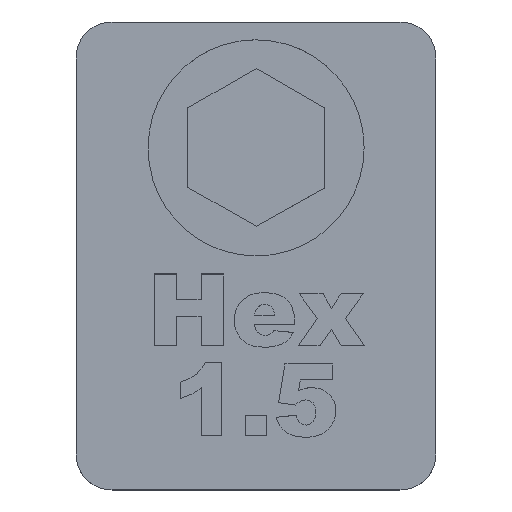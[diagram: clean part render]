
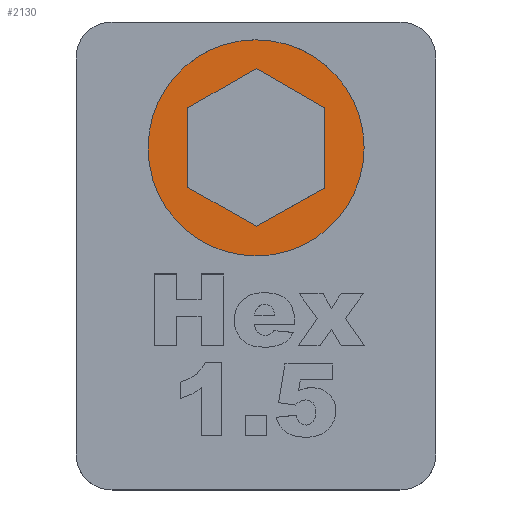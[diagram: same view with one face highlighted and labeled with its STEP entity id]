
A CAD part, top view. The second image highlights one B-rep face of the part: STEP entity #2130.
In plain terms, the highlighted planar face has unit normal (0, 0, 1).
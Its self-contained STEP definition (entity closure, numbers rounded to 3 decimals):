
#27=(
BOUNDED_CURVE()
B_SPLINE_CURVE(3,(#3898,#3899,#3900,#3901),.UNSPECIFIED.,.F.,.F.)
B_SPLINE_CURVE_WITH_KNOTS((4,4),(0.,1.),.UNSPECIFIED.)
CURVE()
GEOMETRIC_REPRESENTATION_ITEM()
RATIONAL_B_SPLINE_CURVE((1.,1.,1.,1.))
REPRESENTATION_ITEM('')
);
#28=(
BOUNDED_CURVE()
B_SPLINE_CURVE(3,(#3913,#3914,#3915,#3916),.UNSPECIFIED.,.F.,.F.)
B_SPLINE_CURVE_WITH_KNOTS((4,4),(0.,1.),.UNSPECIFIED.)
CURVE()
GEOMETRIC_REPRESENTATION_ITEM()
RATIONAL_B_SPLINE_CURVE((1.,1.,1.,1.))
REPRESENTATION_ITEM('')
);
#29=(
BOUNDED_CURVE()
B_SPLINE_CURVE(3,(#3927,#3928,#3929,#3930),.UNSPECIFIED.,.F.,.F.)
B_SPLINE_CURVE_WITH_KNOTS((4,4),(0.,1.),.UNSPECIFIED.)
CURVE()
GEOMETRIC_REPRESENTATION_ITEM()
RATIONAL_B_SPLINE_CURVE((1.,1.,1.,1.))
REPRESENTATION_ITEM('')
);
#30=(
BOUNDED_CURVE()
B_SPLINE_CURVE(3,(#3939,#3940,#3941,#3942),.UNSPECIFIED.,.F.,.F.)
B_SPLINE_CURVE_WITH_KNOTS((4,4),(0.,1.),.UNSPECIFIED.)
CURVE()
GEOMETRIC_REPRESENTATION_ITEM()
RATIONAL_B_SPLINE_CURVE((1.,1.,1.,1.))
REPRESENTATION_ITEM('')
);
#47=FACE_BOUND('',#396,.T.);
#273=FACE_OUTER_BOUND('',#395,.T.);
#395=EDGE_LOOP('',(#1902,#1903,#1904,#1905));
#396=EDGE_LOOP('',(#1906,#1907,#1908,#1909,#1910,#1911));
#587=LINE('',#3858,#798);
#591=LINE('',#3865,#802);
#594=LINE('',#3871,#805);
#597=LINE('',#3877,#808);
#600=LINE('',#3883,#811);
#602=LINE('',#3886,#813);
#798=VECTOR('',#2526,10.);
#802=VECTOR('',#2532,10.);
#805=VECTOR('',#2537,10.);
#808=VECTOR('',#2542,10.);
#811=VECTOR('',#2547,10.);
#813=VECTOR('',#2551,10.);
#1014=VERTEX_POINT('',#3855);
#1015=VERTEX_POINT('',#3857);
#1017=VERTEX_POINT('',#3863);
#1019=VERTEX_POINT('',#3869);
#1021=VERTEX_POINT('',#3875);
#1023=VERTEX_POINT('',#3881);
#1024=VERTEX_POINT('',#3895);
#1025=VERTEX_POINT('',#3897);
#1026=VERTEX_POINT('',#3911);
#1027=VERTEX_POINT('',#3925);
#1305=EDGE_CURVE('',#1014,#1015,#587,.T.);
#1309=EDGE_CURVE('',#1017,#1014,#591,.T.);
#1312=EDGE_CURVE('',#1019,#1017,#594,.T.);
#1315=EDGE_CURVE('',#1021,#1019,#597,.T.);
#1318=EDGE_CURVE('',#1023,#1021,#600,.T.);
#1320=EDGE_CURVE('',#1015,#1023,#602,.T.);
#1322=EDGE_CURVE('',#1024,#1025,#27,.T.);
#1325=EDGE_CURVE('',#1026,#1024,#28,.T.);
#1327=EDGE_CURVE('',#1027,#1026,#29,.T.);
#1328=EDGE_CURVE('',#1025,#1027,#30,.T.);
#1902=ORIENTED_EDGE('',*,*,#1328,.F.);
#1903=ORIENTED_EDGE('',*,*,#1322,.F.);
#1904=ORIENTED_EDGE('',*,*,#1325,.F.);
#1905=ORIENTED_EDGE('',*,*,#1327,.F.);
#1906=ORIENTED_EDGE('',*,*,#1320,.F.);
#1907=ORIENTED_EDGE('',*,*,#1305,.F.);
#1908=ORIENTED_EDGE('',*,*,#1309,.F.);
#1909=ORIENTED_EDGE('',*,*,#1312,.F.);
#1910=ORIENTED_EDGE('',*,*,#1315,.F.);
#1911=ORIENTED_EDGE('',*,*,#1318,.F.);
#2020=PLANE('',#2217);
#2130=ADVANCED_FACE('',(#273,#47),#2020,.T.);
#2217=AXIS2_PLACEMENT_3D('',#3943,#2556,#2557);
#2526=DIRECTION('',(0.,1.,0.));
#2532=DIRECTION('',(0.872,0.489,0.));
#2537=DIRECTION('',(0.87,-0.494,0.));
#2542=DIRECTION('',(0.,-1.,0.));
#2547=DIRECTION('',(-0.866,-0.5,0.));
#2551=DIRECTION('',(-0.865,0.502,0.));
#2556=DIRECTION('center_axis',(0.,0.,1.));
#2557=DIRECTION('ref_axis',(-1.,0.,0.));
#3855=CARTESIAN_POINT('',(73.796,-38.39,-0.6));
#3857=CARTESIAN_POINT('',(73.796,-33.941,-0.6));
#3858=CARTESIAN_POINT('',(73.796,-38.39,-0.6));
#3863=CARTESIAN_POINT('',(70.013,-40.513,-0.6));
#3865=CARTESIAN_POINT('',(70.013,-40.513,-0.6));
#3869=CARTESIAN_POINT('',(66.214,-38.356,-0.6));
#3871=CARTESIAN_POINT('',(66.214,-38.356,-0.6));
#3875=CARTESIAN_POINT('',(66.214,-33.941,-0.6));
#3877=CARTESIAN_POINT('',(66.214,-33.941,-0.6));
#3881=CARTESIAN_POINT('',(70.013,-31.747,-0.6));
#3883=CARTESIAN_POINT('',(70.013,-31.747,-0.6));
#3886=CARTESIAN_POINT('',(73.796,-33.941,-0.6));
#3895=CARTESIAN_POINT('',(70.005,-42.16,-0.6));
#3897=CARTESIAN_POINT('',(64.005,-36.159,-0.6));
#3898=CARTESIAN_POINT('Ctrl Pts',(70.005,-42.16,-0.6));
#3899=CARTESIAN_POINT('Ctrl Pts',(66.691,-42.16,-0.6));
#3900=CARTESIAN_POINT('Ctrl Pts',(64.005,-39.473,-0.6));
#3901=CARTESIAN_POINT('Ctrl Pts',(64.005,-36.159,-0.6));
#3911=CARTESIAN_POINT('',(76.005,-36.159,-0.6));
#3913=CARTESIAN_POINT('Ctrl Pts',(76.005,-36.159,-0.6));
#3914=CARTESIAN_POINT('Ctrl Pts',(76.005,-39.473,-0.6));
#3915=CARTESIAN_POINT('Ctrl Pts',(73.319,-42.16,-0.6));
#3916=CARTESIAN_POINT('Ctrl Pts',(70.005,-42.16,-0.6));
#3925=CARTESIAN_POINT('',(70.005,-30.159,-0.6));
#3927=CARTESIAN_POINT('Ctrl Pts',(70.005,-30.159,-0.6));
#3928=CARTESIAN_POINT('Ctrl Pts',(73.319,-30.159,-0.6));
#3929=CARTESIAN_POINT('Ctrl Pts',(76.005,-32.845,-0.6));
#3930=CARTESIAN_POINT('Ctrl Pts',(76.005,-36.159,-0.6));
#3939=CARTESIAN_POINT('Ctrl Pts',(64.005,-36.159,-0.6));
#3940=CARTESIAN_POINT('Ctrl Pts',(64.005,-32.845,-0.6));
#3941=CARTESIAN_POINT('Ctrl Pts',(66.691,-30.159,-0.6));
#3942=CARTESIAN_POINT('Ctrl Pts',(70.005,-30.159,-0.6));
#3943=CARTESIAN_POINT('Origin',(70.005,-36.159,-0.6));
